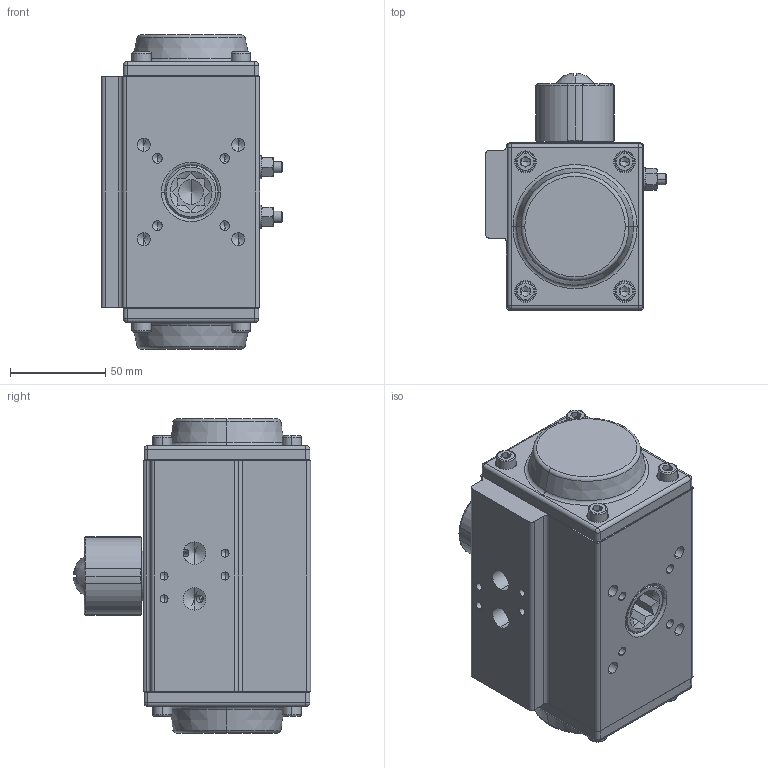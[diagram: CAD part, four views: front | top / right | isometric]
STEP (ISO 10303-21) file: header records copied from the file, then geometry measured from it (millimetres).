
FILE_DESCRIPTION (( 'STEP AP203' ), '1' );
FILE_NAME ('GD-063-090-V14-FG-SA-Doku.step', '2019-01-14T07:32:55', ( '' ), ( '' ), 'SwSTEP 2.0', 'SolidWorks 2018', '' );
FILE_SCHEMA (( 'CONFIG_CONTROL_DESIGN' ));
Products named in the file (1): GD-063-090-V14-FG-SA-Doku
Bounding box: 95 x 124.65 x 165 mm (x, y, z)
Volume: 579952.5 mm3; surface area: 171363.8 mm2
Topology: 25 solids, 25 shells, 2495 faces, 5934 edges, 3457 vertices
Faces by surface type: cylinder 779, torus 558, plane 555, bspline 290, cone 159, sphere 154
Entity records: 82995 total; most frequent: CARTESIAN_POINT 26924, DIRECTION 12328, ORIENTED_EDGE 11404, EDGE_CURVE 5702, AXIS2_PLACEMENT_3D 5151, VERTEX_POINT 3395, CIRCLE 2945, EDGE_LOOP 2681
